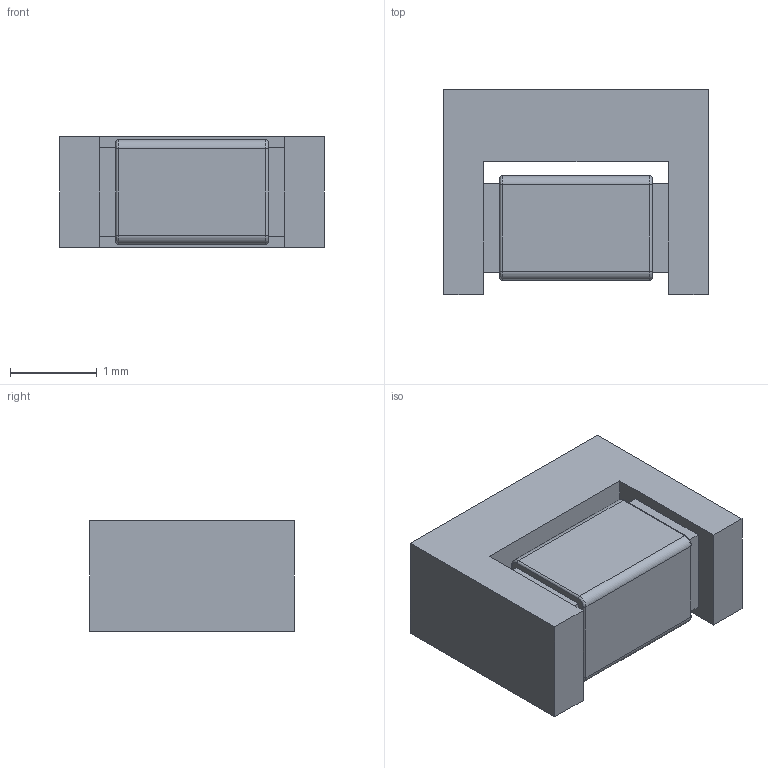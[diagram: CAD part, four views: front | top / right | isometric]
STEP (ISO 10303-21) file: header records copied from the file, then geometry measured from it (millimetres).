
FILE_DESCRIPTION (( 'STEP AP214' ), '1' );
FILE_NAME ('Coilcraft-1205POC.STEP', '2019-09-27T07:01:30', ( '' ), ( '' ), 'SwSTEP 2.0', 'SolidWorks 2019', '' );
FILE_SCHEMA (( 'AUTOMOTIVE_DESIGN' ));
Length unit declared in the file: millimetre
Products named in the file (1): Coilcraft-1205POC
Bounding box: 3.05 x 2.36 x 1.27 mm (x, y, z)
Volume: 7.9 mm3; surface area: 33.8 mm2
Topology: 1 solids, 1 shells, 44 faces, 104 edges, 64 vertices
Faces by surface type: plane 24, cylinder 12, bspline 8
Entity records: 1568 total; most frequent: CARTESIAN_POINT 357, ORIENTED_EDGE 208, DIRECTION 194, EDGE_CURVE 104, LINE 72, VECTOR 72, VERTEX_POINT 64, AXIS2_PLACEMENT_3D 61
